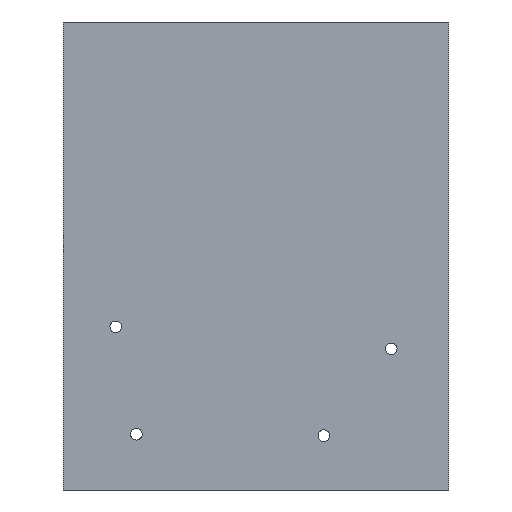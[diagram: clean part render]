
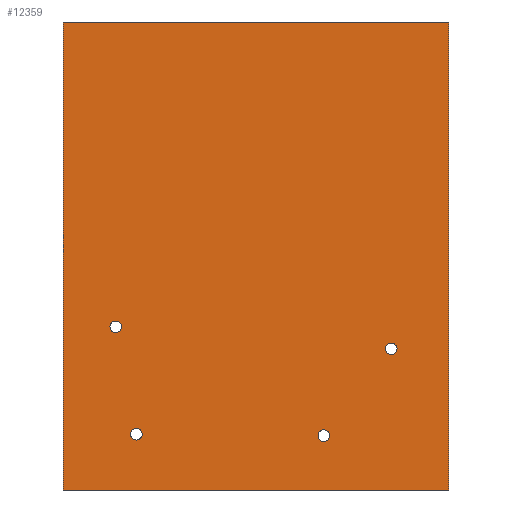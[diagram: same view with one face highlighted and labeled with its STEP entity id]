
A CAD part, front view. The second image highlights one B-rep face of the part: STEP entity #12359.
In plain terms, the highlighted planar face has unit normal (0, -1, 0).
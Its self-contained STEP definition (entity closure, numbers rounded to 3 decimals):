
#7497=CARTESIAN_POINT('POINT64',(43.815,-25.4,-122.86))
   ;
#7498=VERTEX_POINT('VERTEX64',#7497);
#7514=CARTESIAN_POINT('POINT66',(49.149,-25.4,-122.86))
   ;
#7515=VERTEX_POINT('VERTEX66',#7514);
#7522=CARTESIAN_POINT('POS51',(46.482,-25.4,-122.86));
#7523=DIRECTION('DIR83',(0.,1.,0.));
#7524=DIRECTION('DIR84',(1.,0.,0.));
#7525=AXIS2_PLACEMENT_3D('AXIS33',#7522,#7523,#7524);
#7526=CIRCLE('ELLIPSE20',#7525,2.667);
#7527=EDGE_CURVE('EDGE86',#7515,#7498,#7526,.F.);
#7546=CARTESIAN_POINT('POS54',(46.482,-25.4,-122.86));
#7547=DIRECTION('DIR89',(0.,1.,0.));
#7548=DIRECTION('DIR90',(1.,0.,0.));
#7549=AXIS2_PLACEMENT_3D('AXIS36',#7546,#7547,#7548);
#7550=CIRCLE('ELLIPSE22',#7549,2.667);
#7551=EDGE_CURVE('EDGE88',#7498,#7515,#7550,.F.);
#7556=CARTESIAN_POINT('POINT67',(12.7,-25.4,-162.89));
#7557=VERTEX_POINT('VERTEX67',#7556);
#7565=CARTESIAN_POINT('POINT68',(18.034,-25.4,-162.89))
   ;
#7566=VERTEX_POINT('VERTEX68',#7565);
#7573=CARTESIAN_POINT('POS57',(15.367,-25.4,-162.89));
#7574=DIRECTION('DIR93',(0.,1.,0.));
#7575=DIRECTION('DIR94',(1.,0.,0.));
#7576=AXIS2_PLACEMENT_3D('AXIS37',#7573,#7574,#7575);
#7577=CIRCLE('ELLIPSE23',#7576,2.667);
#7578=EDGE_CURVE('EDGE91',#7566,#7557,#7577,.F.);
#7591=CARTESIAN_POINT('POS59',(15.367,-25.4,-162.89));
#7592=DIRECTION('DIR97',(0.,1.,0.));
#7593=DIRECTION('DIR98',(1.,0.,0.));
#7594=AXIS2_PLACEMENT_3D('AXIS39',#7591,#7592,#7593);
#7595=CIRCLE('ELLIPSE24',#7594,2.667);
#7596=EDGE_CURVE('EDGE92',#7557,#7566,#7595,.F.);
#8816=CARTESIAN_POINT('POINT77',(-83.312,-25.4,-112.7)
   );
#8817=VERTEX_POINT('VERTEX77',#8816);
#8833=CARTESIAN_POINT('POINT79',(-77.978,-25.4,-112.7)
   );
#8834=VERTEX_POINT('VERTEX79',#8833);
#8841=CARTESIAN_POINT('POS65',(-80.645,-25.4,-112.7));
#8842=DIRECTION('DIR106',(0.,1.,0.));
#8843=DIRECTION('DIR107',(1.,0.,0.));
#8844=AXIS2_PLACEMENT_3D('AXIS42',#8841,#8842,#8843);
#8845=CIRCLE('ELLIPSE26',#8844,2.667);
#8846=EDGE_CURVE('EDGE110',#8834,#8817,#8845,.F.);
#8865=CARTESIAN_POINT('POS68',(-80.645,-25.4,-112.7));
#8866=DIRECTION('DIR112',(0.,1.,0.));
#8867=DIRECTION('DIR113',(1.,0.,0.));
#8868=AXIS2_PLACEMENT_3D('AXIS45',#8865,#8866,#8867);
#8869=CIRCLE('ELLIPSE28',#8868,2.667);
#8870=EDGE_CURVE('EDGE112',#8817,#8834,#8869,.F.);
#10221=CARTESIAN_POINT('POINT98',(-73.787,-25.4,-162.255
   ));
#10222=VERTEX_POINT('VERTEX98',#10221);
#10238=CARTESIAN_POINT('POINT100',(-68.453,-25.4,
   -162.255));
#10239=VERTEX_POINT('VERTEX100',#10238);
#10246=CARTESIAN_POINT('POS96',(-71.12,-25.4,-162.255));
#10247=DIRECTION('DIR155',(0.,1.,0.));
#10248=DIRECTION('DIR156',(1.,0.,0.));
#10249=AXIS2_PLACEMENT_3D('AXIS60',#10246,#10247,#10248);
#10250=CIRCLE('ELLIPSE35',#10249,2.667);
#10251=EDGE_CURVE('EDGE146',#10239,#10222,#10250,.F.);
#12298=CARTESIAN_POINT('POINT156',(-104.775,-25.4,27.94))
   ;
#12299=VERTEX_POINT('VERTEX156',#12298);
#12300=CARTESIAN_POINT('POINT157',(72.923,-25.4,27.94));
#12301=VERTEX_POINT('VERTEX157',#12300);
#12302=CARTESIAN_POINT('POS171',(-52.388,-25.4,27.94));
#12303=DIRECTION('DIR269',(-1.,0.,0.));
#12304=VECTOR('VEC73',#12303,1.);
#12305=LINE('STRAIGHT73',#12302,#12304);
#12306=EDGE_CURVE('EDGE230',#12299,#12301,#12305,.F.);
#12307=ORIENTED_EDGE('COEDGE364',*,*,#12306,.F.);
#12308=CARTESIAN_POINT('POINT158',(-104.775,-25.4,-187.96
   ));
#12309=VERTEX_POINT('VERTEX158',#12308);
#12310=CARTESIAN_POINT('POS172',(-104.775,-25.4,-86.36));
#12311=DIRECTION('DIR270',(0.,0.,-1.));
#12312=VECTOR('VEC74',#12311,1.);
#12313=LINE('STRAIGHT74',#12310,#12312);
#12314=EDGE_CURVE('EDGE231',#12309,#12299,#12313,.F.);
#12315=ORIENTED_EDGE('COEDGE365',*,*,#12314,.F.);
#12316=CARTESIAN_POINT('POINT159',(72.923,-25.4,-187.96)
   );
#12317=VERTEX_POINT('VERTEX159',#12316);
#12318=CARTESIAN_POINT('POS173',(36.462,-25.4,-187.96));
#12319=DIRECTION('DIR271',(1.,0.,0.));
#12320=VECTOR('VEC75',#12319,1.);
#12321=LINE('STRAIGHT75',#12318,#12320);
#12322=EDGE_CURVE('EDGE232',#12317,#12309,#12321,.F.);
#12323=ORIENTED_EDGE('COEDGE366',*,*,#12322,.F.);
#12324=CARTESIAN_POINT('POS174',(72.923,-25.4,21.59));
#12325=DIRECTION('DIR272',(0.,0.,1.));
#12326=VECTOR('VEC76',#12325,1.);
#12327=LINE('STRAIGHT76',#12324,#12326);
#12328=EDGE_CURVE('EDGE233',#12301,#12317,#12327,.F.);
#12329=ORIENTED_EDGE('COEDGE367',*,*,#12328,.F.);
#12330=EDGE_LOOP('NONE',(#12307,#12315,#12323,#12329));
#12331=FACE_BOUND('LOOP1',#12330,.T.);
#12332=ORIENTED_EDGE('COEDGE368',*,*,#7596,.F.);
#12333=ORIENTED_EDGE('COEDGE369',*,*,#7578,.F.);
#12334=EDGE_LOOP('NONE',(#12332,#12333));
#12335=FACE_BOUND('LOOP1',#12334,.T.);
#12336=ORIENTED_EDGE('COEDGE370',*,*,#7551,.F.);
#12337=ORIENTED_EDGE('COEDGE371',*,*,#7527,.F.);
#12338=EDGE_LOOP('NONE',(#12336,#12337));
#12339=FACE_BOUND('LOOP1',#12338,.T.);
#12340=ORIENTED_EDGE('COEDGE372',*,*,#8870,.F.);
#12341=ORIENTED_EDGE('COEDGE373',*,*,#8846,.F.);
#12342=EDGE_LOOP('NONE',(#12340,#12341));
#12343=FACE_BOUND('LOOP1',#12342,.T.);
#12344=CARTESIAN_POINT('POS175',(-71.12,-25.4,-162.255))
   ;
#12345=DIRECTION('DIR273',(0.,1.,0.));
#12346=DIRECTION('DIR274',(1.,0.,0.));
#12347=AXIS2_PLACEMENT_3D('AXIS99',#12344,#12345,#12346);
#12348=CIRCLE('ELLIPSE53',#12347,2.667);
#12349=EDGE_CURVE('EDGE234',#10222,#10239,#12348,.F.);
#12350=ORIENTED_EDGE('COEDGE374',*,*,#12349,.F.);
#12351=ORIENTED_EDGE('COEDGE375',*,*,#10251,.F.);
#12352=EDGE_LOOP('NONE',(#12350,#12351));
#12353=FACE_BOUND('LOOP1',#12352,.T.);
#12354=CARTESIAN_POINT('POS176',(0.,-25.4,15.24));
#12355=DIRECTION('DIR275',(0.,1.,0.));
#12356=DIRECTION('DIR276',(1.,0.,0.));
#12357=AXIS2_PLACEMENT_3D('AXIS100',#12354,#12355,#12356);
#12358=PLANE('PLANE16',#12357);
#12359=ADVANCED_FACE('FACE86',(#12331,#12335,#12339,#12343,#12353),
   #12358,.F.);
